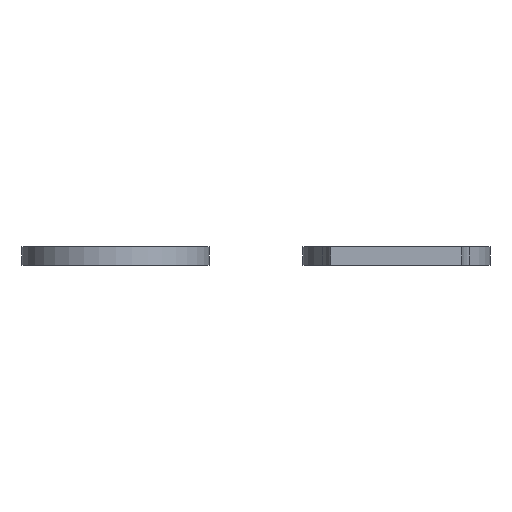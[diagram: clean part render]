
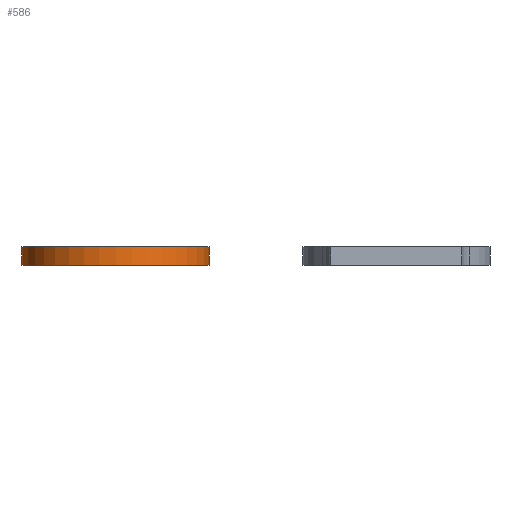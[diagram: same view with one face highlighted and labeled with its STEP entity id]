
A CAD part, front view. The second image highlights one B-rep face of the part: STEP entity #586.
In plain terms, the highlighted cylindrical face has radius 15.875 mm (diameter 31.75 mm), a partial arc.
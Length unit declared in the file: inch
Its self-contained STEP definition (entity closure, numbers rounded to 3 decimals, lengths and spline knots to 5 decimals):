
#27 = AXIS2_PLACEMENT_3D ( 'NONE', #52, #1033, #658 ) ;
#42 = CIRCLE ( 'NONE', #381, 0.625 ) ;
#52 = CARTESIAN_POINT ( 'NONE',  ( 0., 0., 0. ) ) ;
#67 = VECTOR ( 'NONE', #819, 39.37008 ) ;
#91 = CARTESIAN_POINT ( 'NONE',  ( 0.625, 0., 0.125 ) ) ;
#94 = DIRECTION ( 'NONE',  ( -1., 0., 0. ) ) ;
#101 = ORIENTED_EDGE ( 'NONE', *, *, #118, .F. ) ;
#105 = CIRCLE ( 'NONE', #27, 0.625 ) ;
#118 = EDGE_CURVE ( 'NONE', #481, #940, #42, .T. ) ;
#170 = VECTOR ( 'NONE', #722, 39.37008 ) ;
#203 = CARTESIAN_POINT ( 'NONE',  ( 0.625, 0., 0.125 ) ) ;
#207 = VERTEX_POINT ( 'NONE', #301 ) ;
#295 = LINE ( 'NONE', #986, #170 ) ;
#301 = CARTESIAN_POINT ( 'NONE',  ( 0.625, 0., 0. ) ) ;
#381 = AXIS2_PLACEMENT_3D ( 'NONE', #933, #561, #384 ) ;
#384 = DIRECTION ( 'NONE',  ( 1., 0., 0. ) ) ;
#401 = FACE_OUTER_BOUND ( 'NONE', #502, .T. ) ;
#446 = DIRECTION ( 'NONE',  ( 0., 0., -1. ) ) ;
#451 = CARTESIAN_POINT ( 'NONE',  ( 0., 0., 0.125 ) ) ;
#481 = VERTEX_POINT ( 'NONE', #91 ) ;
#502 = EDGE_LOOP ( 'NONE', ( #101, #801, #931, #587 ) ) ;
#513 = AXIS2_PLACEMENT_3D ( 'NONE', #451, #446, #94 ) ;
#519 = EDGE_CURVE ( 'NONE', #940, #580, #295, .T. ) ;
#561 = DIRECTION ( 'NONE',  ( 0., 0., 1. ) ) ;
#580 = VERTEX_POINT ( 'NONE', #633 ) ;
#585 = CARTESIAN_POINT ( 'NONE',  ( -0.625, 0., 0.125 ) ) ;
#586 = ADVANCED_FACE ( 'NONE', ( #401 ), #977, .T. ) ;
#587 = ORIENTED_EDGE ( 'NONE', *, *, #519, .F. ) ;
#633 = CARTESIAN_POINT ( 'NONE',  ( -0.625, 0., 0. ) ) ;
#658 = DIRECTION ( 'NONE',  ( 1., 0., 0. ) ) ;
#678 = EDGE_CURVE ( 'NONE', #481, #207, #728, .T. ) ;
#722 = DIRECTION ( 'NONE',  ( 0., 0., -1. ) ) ;
#728 = LINE ( 'NONE', #203, #67 ) ;
#801 = ORIENTED_EDGE ( 'NONE', *, *, #678, .T. ) ;
#803 = EDGE_CURVE ( 'NONE', #207, #580, #105, .T. ) ;
#819 = DIRECTION ( 'NONE',  ( 0., 0., -1. ) ) ;
#931 = ORIENTED_EDGE ( 'NONE', *, *, #803, .T. ) ;
#933 = CARTESIAN_POINT ( 'NONE',  ( 0., 0., 0.125 ) ) ;
#940 = VERTEX_POINT ( 'NONE', #585 ) ;
#977 = CYLINDRICAL_SURFACE ( 'NONE', #513, 0.625 ) ;
#986 = CARTESIAN_POINT ( 'NONE',  ( -0.625, 0., 0.125 ) ) ;
#1033 = DIRECTION ( 'NONE',  ( 0., 0., 1. ) ) ;
